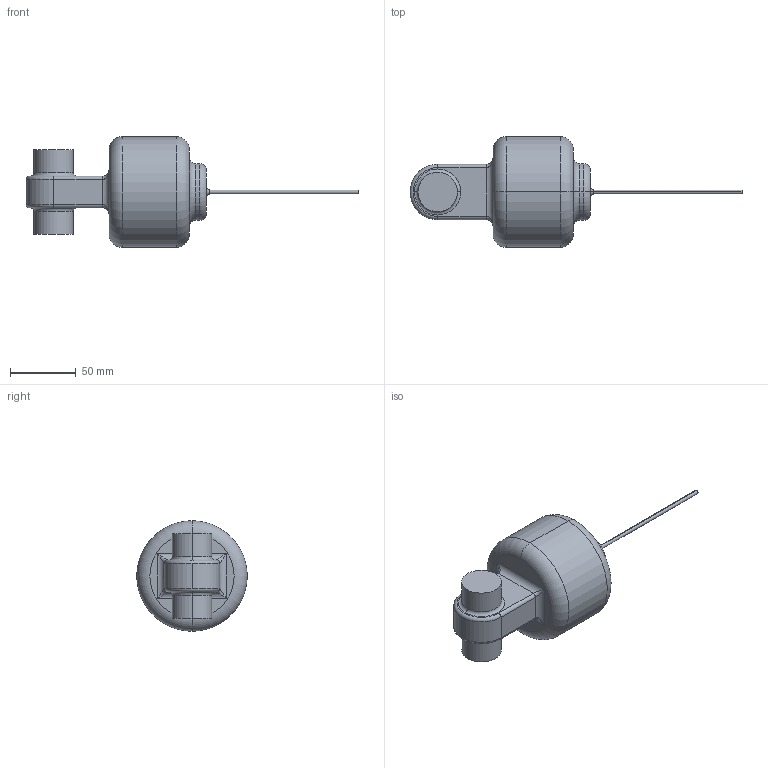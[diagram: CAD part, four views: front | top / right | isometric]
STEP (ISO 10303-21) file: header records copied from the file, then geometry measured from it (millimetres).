
FILE_DESCRIPTION (( 'STEP AP203' ), '1' );
FILE_NAME ('Link 0f body Arm_Default_sldprt.STEP', '2023-06-28T12:08:21', ( '' ), ( '' ), 'SwSTEP 2.0', 'SolidWorks 2022', '' );
FILE_SCHEMA (( 'CONFIG_CONTROL_DESIGN' ));
Length unit declared in the file: millimetre
Products named in the file (1): Link 0f body Arm_Default_sldprt
Bounding box: 252 x 84 x 84 mm (x, y, z)
Volume: 434974.8 mm3; surface area: 37575.9 mm2
Topology: 1 solids, 1 shells, 50 faces, 103 edges, 56 vertices
Faces by surface type: cylinder 20, torus 16, plane 10, bspline 4
Entity records: 1558 total; most frequent: CARTESIAN_POINT 442, DIRECTION 247, ORIENTED_EDGE 198, AXIS2_PLACEMENT_3D 109, EDGE_CURVE 99, CIRCLE 62, VERTEX_POINT 56, EDGE_LOOP 55
